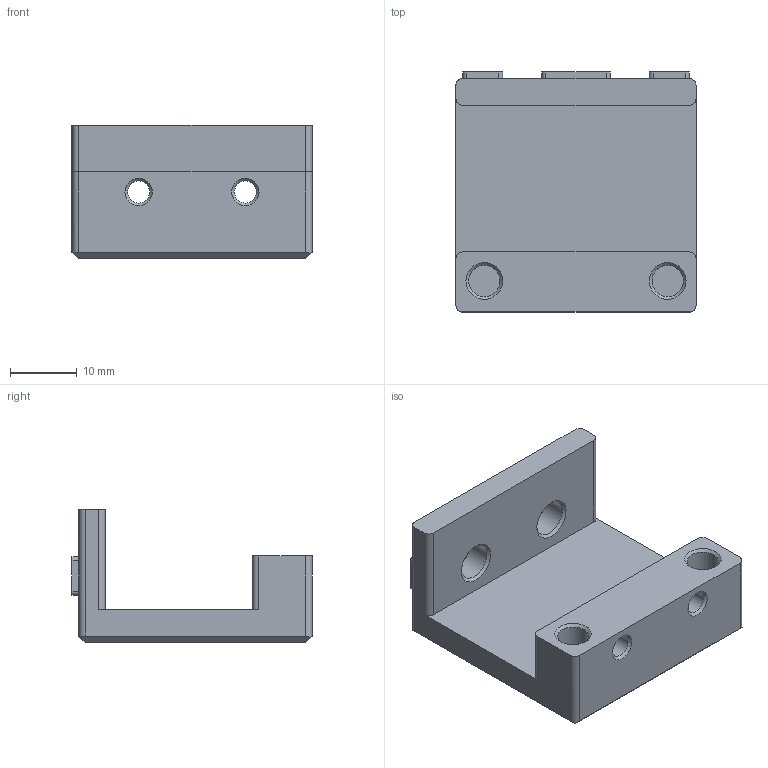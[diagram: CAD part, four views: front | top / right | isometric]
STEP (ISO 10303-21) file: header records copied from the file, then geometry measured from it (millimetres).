
FILE_DESCRIPTION(/* description */ (''),/* implementation_level */ '2;1');
FILE_NAME(/* name */ 'V1 fixed mount.step',/* time_stamp */ '2021-05-19T20:35:02-04:00',/* author */ (''),/* organization */ (''),/* preprocessor_version */ 'ST-DEVELOPER v18.1',/* originating_system */ 'Autodesk Translation Framework v10.6.0.1341',/* authorisation */ '');
FILE_SCHEMA (('AUTOMOTIVE_DESIGN { 1 0 10303 214 3 1 1 }'));
Length unit declared in the file: millimetre
Products named in the file (1): V1 fixed mount
Bounding box: 36 x 36 x 20 mm (x, y, z)
Volume: 10465.3 mm3; surface area: 5507.9 mm2
Topology: 1 solids, 1 shells, 63 faces, 164 edges, 106 vertices
Faces by surface type: plane 31, cylinder 26, cone 6
Full cylindrical faces by diameter (mm): 3.3 x2, 4.7 x2, 5.4 x2
Entity records: 1989 total; most frequent: DIRECTION 354, CARTESIAN_POINT 334, ORIENTED_EDGE 328, EDGE_CURVE 164, AXIS2_PLACEMENT_3D 126, VERTEX_POINT 106, LINE 102, VECTOR 102
